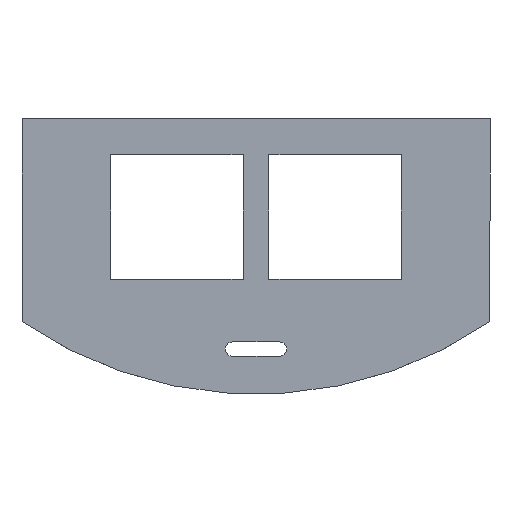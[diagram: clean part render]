
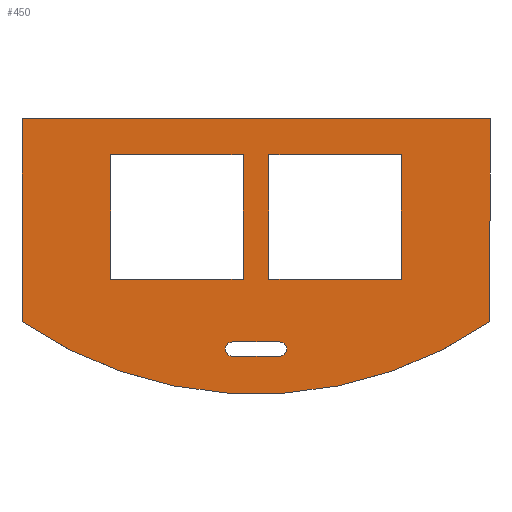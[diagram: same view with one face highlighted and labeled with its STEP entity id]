
A CAD part, top view. The second image highlights one B-rep face of the part: STEP entity #450.
In plain terms, the highlighted planar face has unit normal (0, 0, 1).
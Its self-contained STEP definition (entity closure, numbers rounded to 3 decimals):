
#6 = VECTOR ( 'NONE', #67, 1000. ) ;
#8 = EDGE_CURVE ( 'NONE', #639, #521, #211, .T. ) ;
#11 = EDGE_LOOP ( 'NONE', ( #650, #421, #44, #144 ) ) ;
#16 = DIRECTION ( 'NONE',  ( 0., 1., 0. ) ) ;
#19 = CARTESIAN_POINT ( 'NONE',  ( 32.5, -21.25, 0.75 ) ) ;
#21 = DIRECTION ( 'NONE',  ( 1., 0., 0. ) ) ;
#22 = CARTESIAN_POINT ( 'NONE',  ( -1.8, -24.25, 0.75 ) ) ;
#23 = CARTESIAN_POINT ( 'NONE',  ( -20.2, -25.616, 0.75 ) ) ;
#24 = ORIENTED_EDGE ( 'NONE', *, *, #141, .T. ) ;
#28 = DIRECTION ( 'NONE',  ( 0., 0., 1. ) ) ;
#39 = LINE ( 'NONE', #386, #487 ) ;
#42 = VERTEX_POINT ( 'NONE', #204 ) ;
#43 = LINE ( 'NONE', #389, #617 ) ;
#44 = ORIENTED_EDGE ( 'NONE', *, *, #285, .F. ) ;
#47 = VERTEX_POINT ( 'NONE', #114 ) ;
#51 = ORIENTED_EDGE ( 'NONE', *, *, #80, .F. ) ;
#54 = AXIS2_PLACEMENT_3D ( 'NONE', #73, #28, #366 ) ;
#59 = CARTESIAN_POINT ( 'NONE',  ( -1.8, -25.616, 0.75 ) ) ;
#60 = EDGE_CURVE ( 'NONE', #593, #587, #354, .T. ) ;
#65 = AXIS2_PLACEMENT_3D ( 'NONE', #121, #332, #81 ) ;
#67 = DIRECTION ( 'NONE',  ( 1., 0., 0. ) ) ;
#72 = CARTESIAN_POINT ( 'NONE',  ( 32.5, -19.25, 0.75 ) ) ;
#73 = CARTESIAN_POINT ( 'NONE',  ( -3.25, -51.25, 0.75 ) ) ;
#75 = AXIS2_PLACEMENT_3D ( 'NONE', #327, #423, #476 ) ;
#80 = EDGE_CURVE ( 'NONE', #312, #593, #619, .T. ) ;
#81 = DIRECTION ( 'NONE',  ( -1., 0., 0. ) ) ;
#92 = VERTEX_POINT ( 'NONE', #408 ) ;
#96 = VERTEX_POINT ( 'NONE', #432 ) ;
#99 = DIRECTION ( 'NONE',  ( 1., 0., 0. ) ) ;
#100 = ORIENTED_EDGE ( 'NONE', *, *, #130, .T. ) ;
#101 = DIRECTION ( 'NONE',  ( 0., 0., 1. ) ) ;
#108 = CARTESIAN_POINT ( 'NONE',  ( 3.166, -41.55, 0.75 ) ) ;
#109 = VECTOR ( 'NONE', #317, 1000. ) ;
#111 = CARTESIAN_POINT ( 'NONE',  ( 0., 0., 0.75 ) ) ;
#113 = PLANE ( 'NONE',  #253 ) ;
#114 = CARTESIAN_POINT ( 'NONE',  ( -32.5, -47.434, 0.75 ) ) ;
#119 = VERTEX_POINT ( 'NONE', #573 ) ;
#121 = CARTESIAN_POINT ( 'NONE',  ( 3.25, -51.25, 0.75 ) ) ;
#130 = EDGE_CURVE ( 'NONE', #235, #92, #252, .T. ) ;
#132 = EDGE_CURVE ( 'NONE', #219, #96, #596, .T. ) ;
#134 = ORIENTED_EDGE ( 'NONE', *, *, #185, .F. ) ;
#136 = VERTEX_POINT ( 'NONE', #576 ) ;
#141 = EDGE_CURVE ( 'NONE', #92, #136, #356, .T. ) ;
#144 = ORIENTED_EDGE ( 'NONE', *, *, #278, .F. ) ;
#154 = CARTESIAN_POINT ( 'NONE',  ( -29.75, -19.25, 0.75 ) ) ;
#157 = AXIS2_PLACEMENT_3D ( 'NONE', #589, #468, #21 ) ;
#164 = ORIENTED_EDGE ( 'NONE', *, *, #429, .T. ) ;
#167 = VECTOR ( 'NONE', #99, 1000. ) ;
#171 = CARTESIAN_POINT ( 'NONE',  ( -20.2, -24.25, 0.75 ) ) ;
#180 = VECTOR ( 'NONE', #16, 1000. ) ;
#182 = EDGE_LOOP ( 'NONE', ( #208, #545, #100, #24, #489 ) ) ;
#185 = EDGE_CURVE ( 'NONE', #587, #241, #579, .T. ) ;
#186 = CARTESIAN_POINT ( 'NONE',  ( -32.5, -21.25, 0.75 ) ) ;
#187 = ORIENTED_EDGE ( 'NONE', *, *, #8, .T. ) ;
#190 = DIRECTION ( 'NONE',  ( 0., 1., 0. ) ) ;
#203 = EDGE_CURVE ( 'NONE', #219, #235, #526, .T. ) ;
#204 = CARTESIAN_POINT ( 'NONE',  ( 1.8, -24.25, 0.75 ) ) ;
#208 = ORIENTED_EDGE ( 'NONE', *, *, #132, .F. ) ;
#211 = LINE ( 'NONE', #19, #180 ) ;
#219 = VERTEX_POINT ( 'NONE', #631 ) ;
#235 = VERTEX_POINT ( 'NONE', #370 ) ;
#241 = VERTEX_POINT ( 'NONE', #534 ) ;
#247 = CARTESIAN_POINT ( 'NONE',  ( -3.166, -41.55, 0.75 ) ) ;
#249 = DIRECTION ( 'NONE',  ( 1., 0., 0. ) ) ;
#252 = CIRCLE ( 'NONE', #75, 1. ) ;
#253 = AXIS2_PLACEMENT_3D ( 'NONE', #111, #101, #504 ) ;
#254 = FACE_BOUND ( 'NONE', #552, .T. ) ;
#256 = LINE ( 'NONE', #154, #376 ) ;
#258 = FACE_BOUND ( 'NONE', #11, .T. ) ;
#261 = VECTOR ( 'NONE', #517, 1000. ) ;
#262 = EDGE_CURVE ( 'NONE', #47, #639, #499, .T. ) ;
#278 = EDGE_CURVE ( 'NONE', #119, #339, #491, .T. ) ;
#285 = EDGE_CURVE ( 'NONE', #339, #42, #39, .T. ) ;
#291 = EDGE_CURVE ( 'NONE', #241, #312, #550, .T. ) ;
#295 = VECTOR ( 'NONE', #249, 1000. ) ;
#297 = CARTESIAN_POINT ( 'NONE',  ( -1.8, -41.55, 0.75 ) ) ;
#304 = VECTOR ( 'NONE', #190, 1000. ) ;
#307 = CARTESIAN_POINT ( 'NONE',  ( -3.166, -24.25, 0.75 ) ) ;
#310 = EDGE_CURVE ( 'NONE', #96, #136, #382, .T. ) ;
#312 = VERTEX_POINT ( 'NONE', #297 ) ;
#317 = DIRECTION ( 'NONE',  ( 0., -1., 0. ) ) ;
#327 = CARTESIAN_POINT ( 'NONE',  ( 3.25, -51.25, 0.75 ) ) ;
#330 = CARTESIAN_POINT ( 'NONE',  ( 32.5, -47.434, 0.75 ) ) ;
#332 = DIRECTION ( 'NONE',  ( 0., 0., -1. ) ) ;
#336 = ORIENTED_EDGE ( 'NONE', *, *, #291, .F. ) ;
#338 = DIRECTION ( 'NONE',  ( 0., -1., 0. ) ) ;
#339 = VERTEX_POINT ( 'NONE', #394 ) ;
#350 = EDGE_CURVE ( 'NONE', #554, #47, #647, .T. ) ;
#354 = LINE ( 'NONE', #307, #474 ) ;
#356 = CIRCLE ( 'NONE', #65, 1. ) ;
#359 = FACE_BOUND ( 'NONE', #182, .T. ) ;
#366 = DIRECTION ( 'NONE',  ( 1., 0., 0. ) ) ;
#369 = EDGE_CURVE ( 'NONE', #42, #568, #43, .T. ) ;
#370 = CARTESIAN_POINT ( 'NONE',  ( 3.25, -50.25, 0.75 ) ) ;
#376 = VECTOR ( 'NONE', #564, 1000. ) ;
#382 = LINE ( 'NONE', #649, #541 ) ;
#386 = CARTESIAN_POINT ( 'NONE',  ( 3.166, -24.25, 0.75 ) ) ;
#389 = CARTESIAN_POINT ( 'NONE',  ( 1.8, -25.616, 0.75 ) ) ;
#394 = CARTESIAN_POINT ( 'NONE',  ( 20.2, -24.25, 0.75 ) ) ;
#405 = ORIENTED_EDGE ( 'NONE', *, *, #350, .T. ) ;
#408 = CARTESIAN_POINT ( 'NONE',  ( 4.25, -51.25, 0.75 ) ) ;
#416 = EDGE_CURVE ( 'NONE', #568, #119, #506, .T. ) ;
#421 = ORIENTED_EDGE ( 'NONE', *, *, #369, .F. ) ;
#423 = DIRECTION ( 'NONE',  ( 0., 0., -1. ) ) ;
#424 = ORIENTED_EDGE ( 'NONE', *, *, #60, .F. ) ;
#429 = EDGE_CURVE ( 'NONE', #521, #554, #256, .T. ) ;
#432 = CARTESIAN_POINT ( 'NONE',  ( -3.25, -52.25, 0.75 ) ) ;
#440 = DIRECTION ( 'NONE',  ( -1., 0., 0. ) ) ;
#450 = ADVANCED_FACE ( 'NONE', ( #622, #254, #258, #359 ), #113, .T. ) ;
#468 = DIRECTION ( 'NONE',  ( 0., 0., 1. ) ) ;
#474 = VECTOR ( 'NONE', #512, 1000. ) ;
#475 = CARTESIAN_POINT ( 'NONE',  ( 1.8, -41.55, 0.75 ) ) ;
#476 = DIRECTION ( 'NONE',  ( -1., 0., 0. ) ) ;
#477 = EDGE_LOOP ( 'NONE', ( #187, #164, #405, #539 ) ) ;
#483 = CARTESIAN_POINT ( 'NONE',  ( -32.5, -19.25, 0.75 ) ) ;
#487 = VECTOR ( 'NONE', #440, 1000. ) ;
#489 = ORIENTED_EDGE ( 'NONE', *, *, #310, .F. ) ;
#491 = LINE ( 'NONE', #601, #304 ) ;
#499 = CIRCLE ( 'NONE', #157, 57.5 ) ;
#504 = DIRECTION ( 'NONE',  ( 1., 0., 0. ) ) ;
#506 = LINE ( 'NONE', #108, #295 ) ;
#512 = DIRECTION ( 'NONE',  ( -1., 0., 0. ) ) ;
#517 = DIRECTION ( 'NONE',  ( 0., 1., 0. ) ) ;
#521 = VERTEX_POINT ( 'NONE', #72 ) ;
#526 = LINE ( 'NONE', #586, #6 ) ;
#534 = CARTESIAN_POINT ( 'NONE',  ( -20.2, -41.55, 0.75 ) ) ;
#539 = ORIENTED_EDGE ( 'NONE', *, *, #262, .T. ) ;
#541 = VECTOR ( 'NONE', #543, 1000. ) ;
#543 = DIRECTION ( 'NONE',  ( 1., 0., 0. ) ) ;
#545 = ORIENTED_EDGE ( 'NONE', *, *, #203, .T. ) ;
#546 = DIRECTION ( 'NONE',  ( 0., -1., 0. ) ) ;
#550 = LINE ( 'NONE', #247, #167 ) ;
#552 = EDGE_LOOP ( 'NONE', ( #336, #134, #424, #51 ) ) ;
#554 = VERTEX_POINT ( 'NONE', #483 ) ;
#560 = VECTOR ( 'NONE', #338, 1000. ) ;
#564 = DIRECTION ( 'NONE',  ( -1., 0., 0. ) ) ;
#568 = VERTEX_POINT ( 'NONE', #475 ) ;
#573 = CARTESIAN_POINT ( 'NONE',  ( 20.2, -41.55, 0.75 ) ) ;
#576 = CARTESIAN_POINT ( 'NONE',  ( 3.25, -52.25, 0.75 ) ) ;
#579 = LINE ( 'NONE', #23, #109 ) ;
#586 = CARTESIAN_POINT ( 'NONE',  ( -3.25, -50.25, 0.75 ) ) ;
#587 = VERTEX_POINT ( 'NONE', #171 ) ;
#589 = CARTESIAN_POINT ( 'NONE',  ( 0., 0., 0.75 ) ) ;
#593 = VERTEX_POINT ( 'NONE', #22 ) ;
#596 = CIRCLE ( 'NONE', #54, 1. ) ;
#601 = CARTESIAN_POINT ( 'NONE',  ( 20.2, -25.616, 0.75 ) ) ;
#617 = VECTOR ( 'NONE', #546, 1000. ) ;
#619 = LINE ( 'NONE', #59, #261 ) ;
#622 = FACE_OUTER_BOUND ( 'NONE', #477, .T. ) ;
#631 = CARTESIAN_POINT ( 'NONE',  ( -3.25, -50.25, 0.75 ) ) ;
#639 = VERTEX_POINT ( 'NONE', #330 ) ;
#647 = LINE ( 'NONE', #186, #560 ) ;
#649 = CARTESIAN_POINT ( 'NONE',  ( -3.25, -52.25, 0.75 ) ) ;
#650 = ORIENTED_EDGE ( 'NONE', *, *, #416, .F. ) ;
